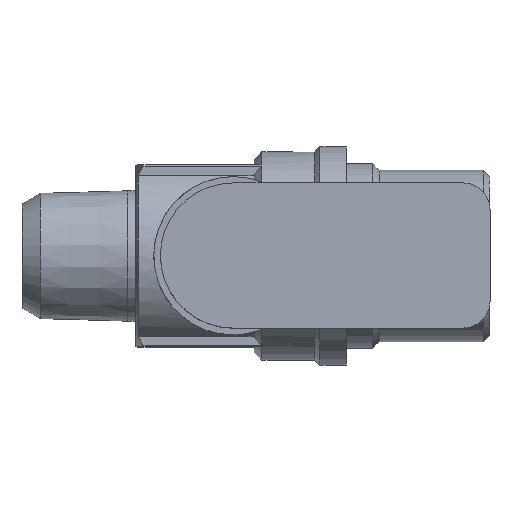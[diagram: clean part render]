
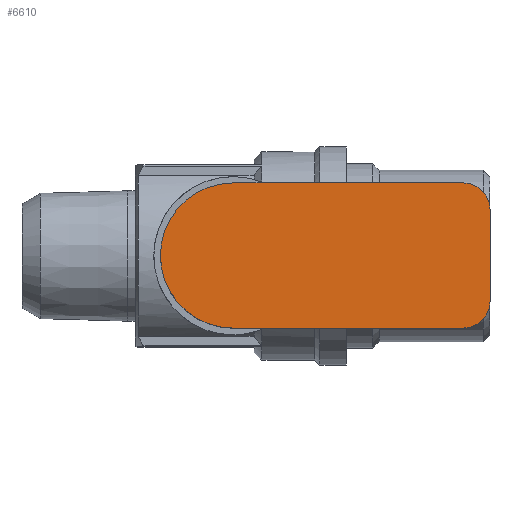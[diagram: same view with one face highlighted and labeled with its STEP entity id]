
A CAD part, top view. The second image highlights one B-rep face of the part: STEP entity #6610.
In plain terms, the highlighted face is planar.
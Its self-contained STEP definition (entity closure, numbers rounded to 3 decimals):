
#71=VECTOR('',#4212,1.);
#72=VECTOR('',#4213,1.);
#73=VECTOR('',#4216,1.);
#148=LINE('',#6142,#71);
#149=LINE('',#6144,#72);
#150=LINE('',#6148,#73);
#2805=ORIENTED_EDGE('',*,*,#3299,.F.);
#2806=ORIENTED_EDGE('',*,*,#3278,.T.);
#2807=ORIENTED_EDGE('',*,*,#3300,.F.);
#2808=ORIENTED_EDGE('',*,*,#3301,.T.);
#2809=ORIENTED_EDGE('',*,*,#3302,.F.);
#2810=ORIENTED_EDGE('',*,*,#3303,.T.);
#2942=CIRCLE('',#6404,5.5);
#2949=CIRCLE('',#6422,2.);
#2950=CIRCLE('',#6423,2.);
#3081=VERTEX_POINT('',#6092);
#3082=VERTEX_POINT('',#6093);
#3098=VERTEX_POINT('',#6141);
#3099=VERTEX_POINT('',#6143);
#3100=VERTEX_POINT('',#6145);
#3101=VERTEX_POINT('',#6147);
#3278=EDGE_CURVE('',#3081,#3082,#2942,.T.);
#3299=EDGE_CURVE('',#3081,#3098,#148,.T.);
#3300=EDGE_CURVE('',#3099,#3082,#149,.T.);
#3301=EDGE_CURVE('',#3099,#3100,#2949,.T.);
#3302=EDGE_CURVE('',#3101,#3100,#150,.T.);
#3303=EDGE_CURVE('',#3101,#3098,#2950,.T.);
#3491=EDGE_LOOP('',(#2805,#2806,#2807,#2808,#2809,#2810));
#3672=FACE_BOUND('',#3491,.T.);
#4162=DIRECTION('',(0.,1.,0.));
#4163=DIRECTION('',(5.5,0.,0.));
#4210=DIRECTION('',(0.,1.,0.));
#4211=DIRECTION('',(1.,0.,0.));
#4212=DIRECTION('',(17.5,0.,0.));
#4213=DIRECTION('',(-17.5,0.,0.));
#4214=DIRECTION('',(0.,1.,0.));
#4215=DIRECTION('',(0.,0.,-2.));
#4216=DIRECTION('',(0.,0.,7.));
#4217=DIRECTION('',(0.,1.,0.));
#4218=DIRECTION('',(0.,0.,-2.));
#6092=CARTESIAN_POINT('',(30.585,48.287,-5.5));
#6093=CARTESIAN_POINT('',(30.585,48.287,5.5));
#6094=CARTESIAN_POINT('',(30.585,48.287,0.));
#6140=CARTESIAN_POINT('',(36.085,48.287,0.));
#6141=CARTESIAN_POINT('',(48.085,48.287,-5.5));
#6142=CARTESIAN_POINT('',(30.585,48.287,-5.5));
#6143=CARTESIAN_POINT('',(48.085,48.287,5.5));
#6144=CARTESIAN_POINT('',(48.085,48.287,5.5));
#6145=CARTESIAN_POINT('',(50.085,48.287,3.5));
#6146=CARTESIAN_POINT('',(48.085,48.287,3.5));
#6147=CARTESIAN_POINT('',(50.085,48.287,-3.5));
#6148=CARTESIAN_POINT('',(50.085,48.287,-3.5));
#6149=CARTESIAN_POINT('',(48.085,48.287,-3.5));
#6404=AXIS2_PLACEMENT_3D('',#6094,#4162,#4163);
#6421=AXIS2_PLACEMENT_3D('',#6140,#4210,#4211);
#6422=AXIS2_PLACEMENT_3D('',#6146,#4214,#4215);
#6423=AXIS2_PLACEMENT_3D('',#6149,#4217,#4218);
#6495=PLANE('',#6421);
#6610=ADVANCED_FACE('',(#3672),#6495,.T.);
